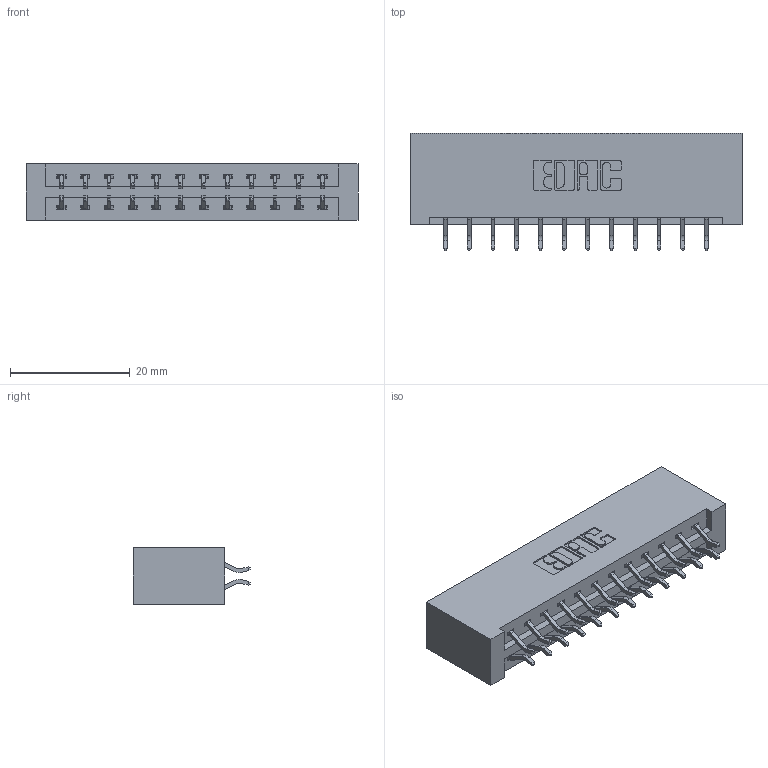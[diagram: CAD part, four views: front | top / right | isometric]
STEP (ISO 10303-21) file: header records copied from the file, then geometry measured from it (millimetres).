
FILE_DESCRIPTION (( 'STEP AP203' ), '1' );
FILE_NAME ('337-024-556-201.STEP', '2018-08-06T01:39:11', ( '' ), ( '' ), 'SwSTEP 2.0', 'SolidWorks 2016', '' );
FILE_SCHEMA (( 'CONFIG_CONTROL_DESIGN' ));
Length unit declared in the file: inch
Products named in the file (3): 337 Part_No Mounting Lugs; 345-292-001_556 Tail; 337-024-556-201
Assembly tree (25 placements, depth 2):
  337-024-556-201
    337 Part_No Mounting Lugs
    345-292-001_556 Tail  x24
Bounding box: 55.42 x 19.57 x 9.4 mm (x, y, z)
Volume: 6201.4 mm3; surface area: 6750 mm2
Topology: 25 solids, 25 shells, 1546 faces, 4583 edges, 3022 vertices
Faces by surface type: plane 1074, cylinder 472
Entity records: 13127 total; most frequent: CARTESIAN_POINT 2250, ORIENTED_EDGE 2174, DIRECTION 1951, EDGE_CURVE 1087, VECTOR 959, LINE 959, VERTEX_POINT 722, AXIS2_PLACEMENT_3D 496
